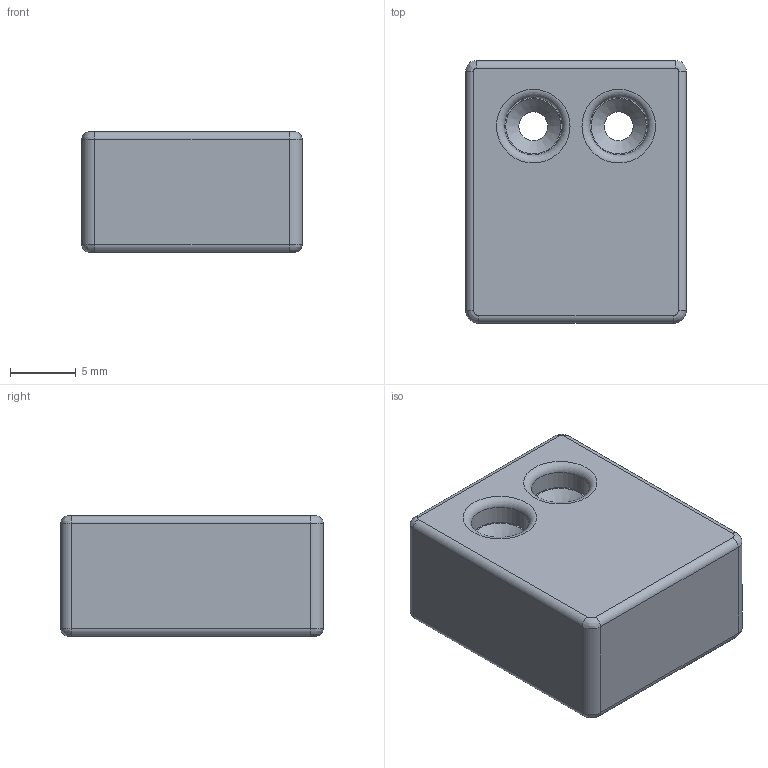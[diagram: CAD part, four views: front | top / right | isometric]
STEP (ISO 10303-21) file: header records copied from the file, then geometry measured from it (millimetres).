
FILE_DESCRIPTION(/* description */ (''),/* implementation_level */ '2;1');
FILE_NAME(/* name */ 'B-Endstop_Switch_Cover_4-T.stp',/* time_stamp */ '2020-11-02T12:41:52-08:00',/* author */ (''),/* organization */ (''),/* preprocessor_version */ 'ST-DEVELOPER v18.1',/* originating_system */ 'Autodesk Translation Framework v9.3.0.1241',/* authorisation */ '');
FILE_SCHEMA (('AUTOMOTIVE_DESIGN { 1 0 10303 214 3 1 1 }'));
Length unit declared in the file: millimetre
Products named in the file (1): FusionComponent
Bounding box: 16.8 x 20 x 9.2 mm (x, y, z)
Volume: 1594.7 mm3; surface area: 1532.9 mm2
Topology: 1 solids, 1 shells, 53 faces, 121 edges, 72 vertices
Faces by surface type: cylinder 25, plane 12, bspline 10, torus 4, cone 2
Full cylindrical faces by diameter (mm): 2.2 x2, 4.4 x2
Entity records: 1597 total; most frequent: CARTESIAN_POINT 345, DIRECTION 275, ORIENTED_EDGE 242, EDGE_CURVE 121, AXIS2_PLACEMENT_3D 112, VERTEX_POINT 72, CIRCLE 68, EDGE_LOOP 59
